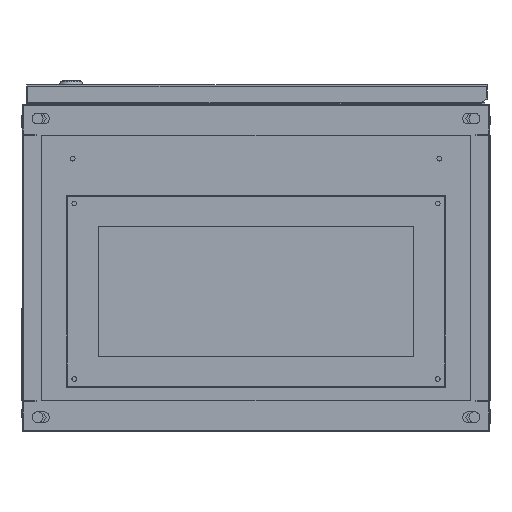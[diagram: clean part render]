
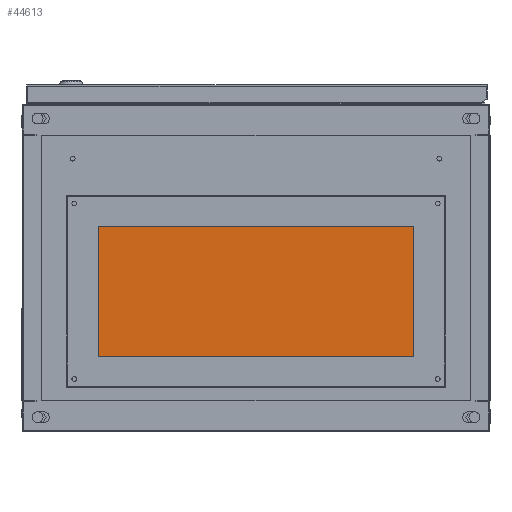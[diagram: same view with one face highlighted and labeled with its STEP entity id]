
A CAD part, front view. The second image highlights one B-rep face of the part: STEP entity #44613.
In plain terms, the highlighted planar face has unit normal (0, -1, 0).
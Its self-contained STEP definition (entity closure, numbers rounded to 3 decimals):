
#462 = CARTESIAN_POINT ( 'NONE',  ( 0., 7., 0. ) ) ;
#3410 = DIRECTION ( 'NONE',  ( 0., 1., 0. ) ) ;
#4216 = CARTESIAN_POINT ( 'NONE',  ( 233., 7., 82.5 ) ) ;
#5077 = DIRECTION ( 'NONE',  ( 0., 1., 0. ) ) ;
#5774 = EDGE_LOOP ( 'NONE', ( #81779, #52511 ) ) ;
#6099 = CARTESIAN_POINT ( 'NONE',  ( -233., 7., 82.5 ) ) ;
#6506 = CARTESIAN_POINT ( 'NONE',  ( -242., 7., 91.5 ) ) ;
#7688 = VERTEX_POINT ( 'NONE', #16552 ) ;
#9547 = EDGE_LOOP ( 'NONE', ( #40300, #24275 ) ) ;
#10088 = CARTESIAN_POINT ( 'NONE',  ( -233., 7., -139.5 ) ) ;
#11269 = VERTEX_POINT ( 'NONE', #56186 ) ;
#13470 = DIRECTION ( 'NONE',  ( 0., 1., 0. ) ) ;
#13512 = CIRCLE ( 'NONE', #79555, 3. ) ;
#15692 = CARTESIAN_POINT ( 'NONE',  ( 0., 7., -151.5 ) ) ;
#15743 = DIRECTION ( 'NONE',  ( 0., 1., 0. ) ) ;
#16552 = CARTESIAN_POINT ( 'NONE',  ( 233., 7., -139.5 ) ) ;
#17459 = VERTEX_POINT ( 'NONE', #53711 ) ;
#17995 = AXIS2_PLACEMENT_3D ( 'NONE', #462, #3410, #66446 ) ;
#18525 = CARTESIAN_POINT ( 'NONE',  ( 233., 7., -142.5 ) ) ;
#20256 = AXIS2_PLACEMENT_3D ( 'NONE', #48323, #15743, #78783 ) ;
#20712 = DIRECTION ( 'NONE',  ( 0., 0., 1. ) ) ;
#24275 = ORIENTED_EDGE ( 'NONE', *, *, #28461, .T. ) ;
#24933 = VERTEX_POINT ( 'NONE', #51956 ) ;
#25886 = ORIENTED_EDGE ( 'NONE', *, *, #32068, .F. ) ;
#26489 = CIRCLE ( 'NONE', #36462, 3. ) ;
#27312 = DIRECTION ( 'NONE',  ( 0., 0., 1. ) ) ;
#27857 = DIRECTION ( 'NONE',  ( 0., 0., 1. ) ) ;
#28461 = EDGE_CURVE ( 'NONE', #24933, #47683, #52384, .T. ) ;
#28893 = EDGE_CURVE ( 'NONE', #47683, #24933, #58997, .T. ) ;
#30927 = DIRECTION ( 'NONE',  ( 0., 1., 0. ) ) ;
#31405 = EDGE_LOOP ( 'NONE', ( #25886, #59587, #92084, #87123 ) ) ;
#31872 = CIRCLE ( 'NONE', #46709, 3. ) ;
#32068 = EDGE_CURVE ( 'NONE', #54124, #91205, #61622, .T. ) ;
#33624 = DIRECTION ( 'NONE',  ( 0., 0., 1. ) ) ;
#34062 = VECTOR ( 'NONE', #58457, 1000. ) ;
#34915 = FACE_OUTER_BOUND ( 'NONE', #31405, .T. ) ;
#35666 = CARTESIAN_POINT ( 'NONE',  ( 233., 7., -142.5 ) ) ;
#35874 = EDGE_LOOP ( 'NONE', ( #37819, #94228 ) ) ;
#36232 = DIRECTION ( 'NONE',  ( 0., 1., 0. ) ) ;
#36462 = AXIS2_PLACEMENT_3D ( 'NONE', #18525, #5077, #27312 ) ;
#37819 = ORIENTED_EDGE ( 'NONE', *, *, #76223, .T. ) ;
#38795 = VECTOR ( 'NONE', #47226, 1000. ) ;
#39203 = DIRECTION ( 'NONE',  ( 0., 0., 1. ) ) ;
#39507 = EDGE_CURVE ( 'NONE', #91205, #93966, #58992, .T. ) ;
#39609 = VERTEX_POINT ( 'NONE', #46044 ) ;
#40300 = ORIENTED_EDGE ( 'NONE', *, *, #28893, .T. ) ;
#40908 = VECTOR ( 'NONE', #71889, 1000. ) ;
#44613 = ADVANCED_FACE ( 'NONE', ( #62986, #74190, #34915, #65921, #58671 ), #55223, .F. ) ;
#45315 = CARTESIAN_POINT ( 'NONE',  ( -242., 7., -151.5 ) ) ;
#45876 = EDGE_CURVE ( 'NONE', #55505, #7688, #26489, .T. ) ;
#46044 = CARTESIAN_POINT ( 'NONE',  ( 233., 7., 85.5 ) ) ;
#46569 = VECTOR ( 'NONE', #68294, 1000. ) ;
#46709 = AXIS2_PLACEMENT_3D ( 'NONE', #80276, #65287, #87551 ) ;
#47226 = DIRECTION ( 'NONE',  ( -1., 0., 0. ) ) ;
#47683 = VERTEX_POINT ( 'NONE', #98097 ) ;
#48323 = CARTESIAN_POINT ( 'NONE',  ( -233., 7., -142.5 ) ) ;
#48812 = EDGE_CURVE ( 'NONE', #39609, #63780, #84483, .T. ) ;
#51956 = CARTESIAN_POINT ( 'NONE',  ( -233., 7., 85.5 ) ) ;
#52102 = EDGE_CURVE ( 'NONE', #17459, #54124, #86522, .T. ) ;
#52384 = CIRCLE ( 'NONE', #97167, 3. ) ;
#52511 = ORIENTED_EDGE ( 'NONE', *, *, #48812, .T. ) ;
#53658 = EDGE_CURVE ( 'NONE', #93966, #17459, #56915, .T. ) ;
#53711 = CARTESIAN_POINT ( 'NONE',  ( 242., 7., -151.5 ) ) ;
#53770 = AXIS2_PLACEMENT_3D ( 'NONE', #35666, #72892, #33624 ) ;
#53905 = CARTESIAN_POINT ( 'NONE',  ( 233., 7., 79.5 ) ) ;
#54124 = VERTEX_POINT ( 'NONE', #45315 ) ;
#54383 = EDGE_CURVE ( 'NONE', #7688, #55505, #60389, .T. ) ;
#55223 = PLANE ( 'NONE',  #17995 ) ;
#55505 = VERTEX_POINT ( 'NONE', #88945 ) ;
#55885 = CARTESIAN_POINT ( 'NONE',  ( -242., 7., 0. ) ) ;
#56186 = CARTESIAN_POINT ( 'NONE',  ( -233., 7., -145.5 ) ) ;
#56915 = LINE ( 'NONE', #65682, #34062 ) ;
#58457 = DIRECTION ( 'NONE',  ( 0., 0., -1. ) ) ;
#58671 = FACE_BOUND ( 'NONE', #9547, .T. ) ;
#58992 = LINE ( 'NONE', #67789, #46569 ) ;
#58997 = CIRCLE ( 'NONE', #75522, 3. ) ;
#59587 = ORIENTED_EDGE ( 'NONE', *, *, #52102, .F. ) ;
#60389 = CIRCLE ( 'NONE', #53770, 3. ) ;
#61622 = LINE ( 'NONE', #55885, #40908 ) ;
#62986 = FACE_BOUND ( 'NONE', #5774, .T. ) ;
#63780 = VERTEX_POINT ( 'NONE', #53905 ) ;
#65287 = DIRECTION ( 'NONE',  ( 0., 1., 0. ) ) ;
#65682 = CARTESIAN_POINT ( 'NONE',  ( 242., 7., 0. ) ) ;
#65921 = FACE_BOUND ( 'NONE', #68538, .T. ) ;
#66446 = DIRECTION ( 'NONE',  ( 0., 0., 1. ) ) ;
#67789 = CARTESIAN_POINT ( 'NONE',  ( 0., 7., 91.5 ) ) ;
#68032 = AXIS2_PLACEMENT_3D ( 'NONE', #78469, #30927, #39203 ) ;
#68294 = DIRECTION ( 'NONE',  ( 1., 0., 0. ) ) ;
#68538 = EDGE_LOOP ( 'NONE', ( #77945, #98554 ) ) ;
#71183 = CIRCLE ( 'NONE', #20256, 3. ) ;
#71889 = DIRECTION ( 'NONE',  ( 0., 0., 1. ) ) ;
#72892 = DIRECTION ( 'NONE',  ( 0., 1., 0. ) ) ;
#74190 = FACE_BOUND ( 'NONE', #35874, .T. ) ;
#75089 = EDGE_CURVE ( 'NONE', #63780, #39609, #13512, .T. ) ;
#75522 = AXIS2_PLACEMENT_3D ( 'NONE', #6099, #98677, #27857 ) ;
#76223 = EDGE_CURVE ( 'NONE', #11269, #95489, #71183, .T. ) ;
#77945 = ORIENTED_EDGE ( 'NONE', *, *, #45876, .T. ) ;
#78140 = EDGE_CURVE ( 'NONE', #95489, #11269, #31872, .T. ) ;
#78469 = CARTESIAN_POINT ( 'NONE',  ( 233., 7., 82.5 ) ) ;
#78783 = DIRECTION ( 'NONE',  ( 0., 0., 1. ) ) ;
#79555 = AXIS2_PLACEMENT_3D ( 'NONE', #4216, #13470, #20712 ) ;
#80276 = CARTESIAN_POINT ( 'NONE',  ( -233., 7., -142.5 ) ) ;
#81779 = ORIENTED_EDGE ( 'NONE', *, *, #75089, .T. ) ;
#84287 = CARTESIAN_POINT ( 'NONE',  ( -233., 7., 82.5 ) ) ;
#84483 = CIRCLE ( 'NONE', #68032, 3. ) ;
#86522 = LINE ( 'NONE', #15692, #38795 ) ;
#87123 = ORIENTED_EDGE ( 'NONE', *, *, #39507, .F. ) ;
#87551 = DIRECTION ( 'NONE',  ( 0., 0., 1. ) ) ;
#88945 = CARTESIAN_POINT ( 'NONE',  ( 233., 7., -145.5 ) ) ;
#91205 = VERTEX_POINT ( 'NONE', #6506 ) ;
#92084 = ORIENTED_EDGE ( 'NONE', *, *, #53658, .F. ) ;
#92966 = CARTESIAN_POINT ( 'NONE',  ( 242., 7., 91.5 ) ) ;
#93966 = VERTEX_POINT ( 'NONE', #92966 ) ;
#94228 = ORIENTED_EDGE ( 'NONE', *, *, #78140, .T. ) ;
#95489 = VERTEX_POINT ( 'NONE', #10088 ) ;
#97167 = AXIS2_PLACEMENT_3D ( 'NONE', #84287, #36232, #100824 ) ;
#98097 = CARTESIAN_POINT ( 'NONE',  ( -233., 7., 79.5 ) ) ;
#98554 = ORIENTED_EDGE ( 'NONE', *, *, #54383, .T. ) ;
#98677 = DIRECTION ( 'NONE',  ( 0., 1., 0. ) ) ;
#100824 = DIRECTION ( 'NONE',  ( 0., 0., 1. ) ) ;
